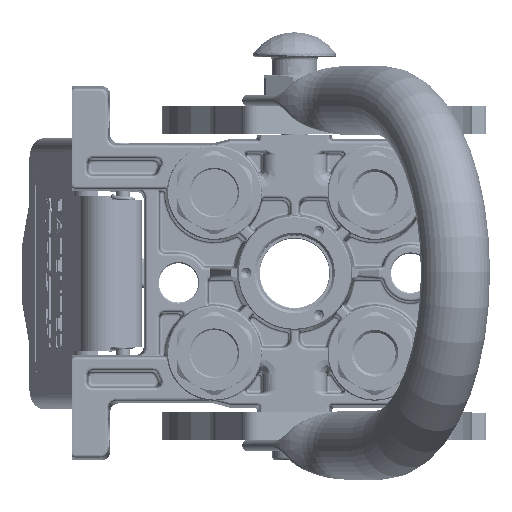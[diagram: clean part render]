
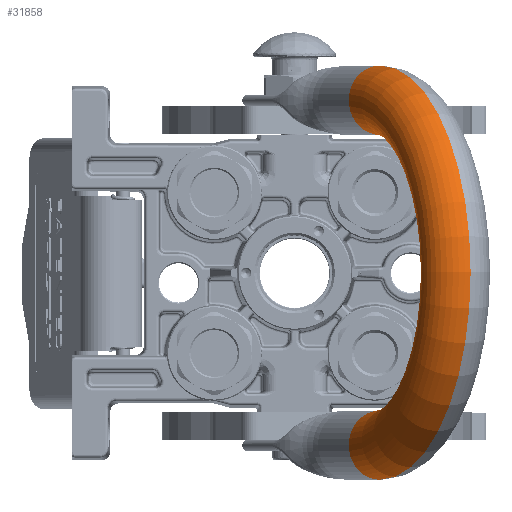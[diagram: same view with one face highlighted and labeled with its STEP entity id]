
A CAD part, top view. The second image highlights one B-rep face of the part: STEP entity #31858.
In plain terms, the highlighted toroidal (fillet/blend) face has major radius 62.25 mm and minor radius 12.5 mm.
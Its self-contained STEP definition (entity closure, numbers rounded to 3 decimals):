
#11969 = ORIENTED_EDGE ( 'NONE', *, *, #159926, .T. ) ;
#12118 = CARTESIAN_POINT ( 'NONE',  ( -49.75, 0., 25.25 ) ) ;
#12303 = CARTESIAN_POINT ( 'NONE',  ( 0., 0., 25.25 ) ) ;
#17693 = CARTESIAN_POINT ( 'NONE',  ( 62.25, 0., 25.25 ) ) ;
#27505 = AXIS2_PLACEMENT_3D ( 'NONE', #161837, #115793, #176306 ) ;
#31858 = ADVANCED_FACE ( 'NONE', ( #175248 ), #48160, .T. ) ;
#33768 = EDGE_CURVE ( 'NONE', #96577, #102993, #186398, .T. ) ;
#35570 = EDGE_LOOP ( 'NONE', ( #46943, #107307, #47622, #11969 ) ) ;
#42150 = AXIS2_PLACEMENT_3D ( 'NONE', #12303, #115000, #99916 ) ;
#46943 = ORIENTED_EDGE ( 'NONE', *, *, #72973, .T. ) ;
#47622 = ORIENTED_EDGE ( 'NONE', *, *, #33768, .F. ) ;
#48160 = TOROIDAL_SURFACE ( 'NONE', #42150, 62.25, 12.5 ) ;
#66431 = AXIS2_PLACEMENT_3D ( 'NONE', #161146, #146013, #160494 ) ;
#72973 = EDGE_CURVE ( 'NONE', #162621, #178132, #97777, .T. ) ;
#80786 = CARTESIAN_POINT ( 'NONE',  ( 49.75, 0., 25.25 ) ) ;
#89956 = CARTESIAN_POINT ( 'NONE',  ( -74.75, 0., 25.25 ) ) ;
#91917 = DIRECTION ( 'NONE',  ( -1., 0., 0. ) ) ;
#96577 = VERTEX_POINT ( 'NONE', #89956 ) ;
#97586 = EDGE_CURVE ( 'NONE', #102993, #178132, #99248, .T. ) ;
#97777 = CIRCLE ( 'NONE', #27505, 49.75 ) ;
#99248 = CIRCLE ( 'NONE', #175269, 12.5 ) ;
#99916 = DIRECTION ( 'NONE',  ( 1., 0., 0. ) ) ;
#102993 = VERTEX_POINT ( 'NONE', #168336 ) ;
#107307 = ORIENTED_EDGE ( 'NONE', *, *, #97586, .F. ) ;
#110013 = CIRCLE ( 'NONE', #66431, 12.5 ) ;
#115000 = DIRECTION ( 'NONE',  ( 0., 1., 0. ) ) ;
#115793 = DIRECTION ( 'NONE',  ( 0., 1., 0. ) ) ;
#131763 = AXIS2_PLACEMENT_3D ( 'NONE', #151765, #182077, #91917 ) ;
#136171 = DIRECTION ( 'NONE',  ( 0., 0., -1. ) ) ;
#146013 = DIRECTION ( 'NONE',  ( 0., 0., 1. ) ) ;
#151765 = CARTESIAN_POINT ( 'NONE',  ( 0., 0., 25.25 ) ) ;
#159926 = EDGE_CURVE ( 'NONE', #96577, #162621, #110013, .T. ) ;
#160494 = DIRECTION ( 'NONE',  ( -1., 0., 0. ) ) ;
#161146 = CARTESIAN_POINT ( 'NONE',  ( -62.25, 0., 25.25 ) ) ;
#161837 = CARTESIAN_POINT ( 'NONE',  ( 0., 0., 25.25 ) ) ;
#162621 = VERTEX_POINT ( 'NONE', #12118 ) ;
#165215 = DIRECTION ( 'NONE',  ( 1., 0., 0. ) ) ;
#168336 = CARTESIAN_POINT ( 'NONE',  ( 74.75, 0., 25.25 ) ) ;
#175248 = FACE_OUTER_BOUND ( 'NONE', #35570, .T. ) ;
#175269 = AXIS2_PLACEMENT_3D ( 'NONE', #17693, #136171, #165215 ) ;
#176306 = DIRECTION ( 'NONE',  ( -1., 0., 0. ) ) ;
#178132 = VERTEX_POINT ( 'NONE', #80786 ) ;
#182077 = DIRECTION ( 'NONE',  ( 0., 1., 0. ) ) ;
#186398 = CIRCLE ( 'NONE', #131763, 74.75 ) ;
